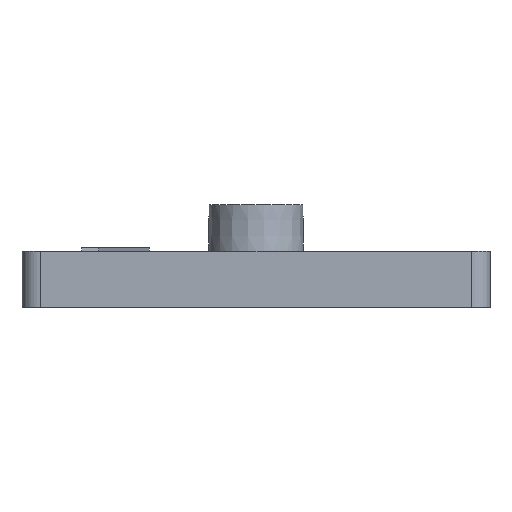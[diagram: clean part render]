
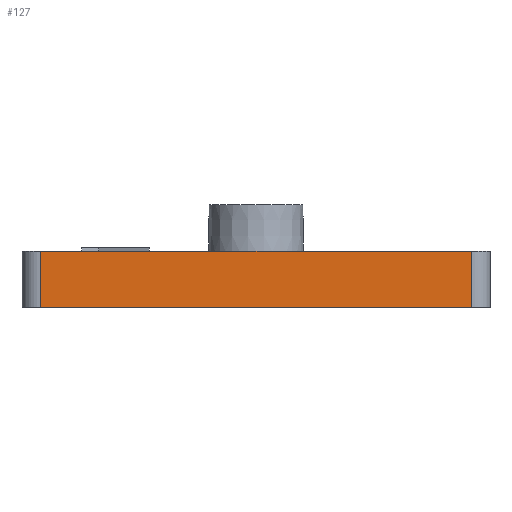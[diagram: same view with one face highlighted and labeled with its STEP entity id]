
A CAD part, left-side view. The second image highlights one B-rep face of the part: STEP entity #127.
In plain terms, the highlighted planar face has unit normal (-1, 0, 0).
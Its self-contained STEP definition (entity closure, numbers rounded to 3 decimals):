
#127 = ADVANCED_FACE( '', ( #252 ), #253, .T. );
#252 = FACE_OUTER_BOUND( '', #385, .T. );
#253 = PLANE( '', #386 );
#385 = EDGE_LOOP( '', ( #819, #820, #821, #822 ) );
#386 = AXIS2_PLACEMENT_3D( '', #823, #824, #825 );
#819 = ORIENTED_EDGE( '', *, *, #949, .F. );
#820 = ORIENTED_EDGE( '', *, *, #999, .F. );
#821 = ORIENTED_EDGE( '', *, *, #898, .T. );
#822 = ORIENTED_EDGE( '', *, *, #1014, .T. );
#823 = CARTESIAN_POINT( '', ( -14.5, -11.5, 68.864 ) );
#824 = DIRECTION( '', ( -1., 0., 0. ) );
#825 = DIRECTION( '', ( 0., 1., 0. ) );
#898 = EDGE_CURVE( '', #1063, #1061, #1064, .T. );
#949 = EDGE_CURVE( '', #1155, #1157, #1158, .T. );
#999 = EDGE_CURVE( '', #1063, #1155, #1239, .T. );
#1014 = EDGE_CURVE( '', #1061, #1157, #1262, .T. );
#1061 = VERTEX_POINT( '', #1322 );
#1063 = VERTEX_POINT( '', #1324 );
#1064 = LINE( '', #1325, #1326 );
#1155 = VERTEX_POINT( '', #1459 );
#1157 = VERTEX_POINT( '', #1461 );
#1158 = LINE( '', #1462, #1463 );
#1239 = LINE( '', #1590, #1591 );
#1262 = LINE( '', #1626, #1627 );
#1322 = CARTESIAN_POINT( '', ( -14.5, 11.5, 3. ) );
#1324 = CARTESIAN_POINT( '', ( -14.5, -11.5, 3. ) );
#1325 = CARTESIAN_POINT( '', ( -14.5, 0., 3. ) );
#1326 = VECTOR( '', #1680, 1000. );
#1459 = CARTESIAN_POINT( '', ( -14.5, -11.5, 0. ) );
#1461 = CARTESIAN_POINT( '', ( -14.5, 11.5, 0. ) );
#1462 = CARTESIAN_POINT( '', ( -14.5, 0., 0. ) );
#1463 = VECTOR( '', #1747, 1000. );
#1590 = CARTESIAN_POINT( '', ( -14.5, -11.5, 68.864 ) );
#1591 = VECTOR( '', #1803, 1000. );
#1626 = CARTESIAN_POINT( '', ( -14.5, 11.5, 68.864 ) );
#1627 = VECTOR( '', #1822, 1000. );
#1680 = DIRECTION( '', ( 0., 1., 0. ) );
#1747 = DIRECTION( '', ( 0., 1., 0. ) );
#1803 = DIRECTION( '', ( 0., 0., -1. ) );
#1822 = DIRECTION( '', ( 0., 0., -1. ) );
